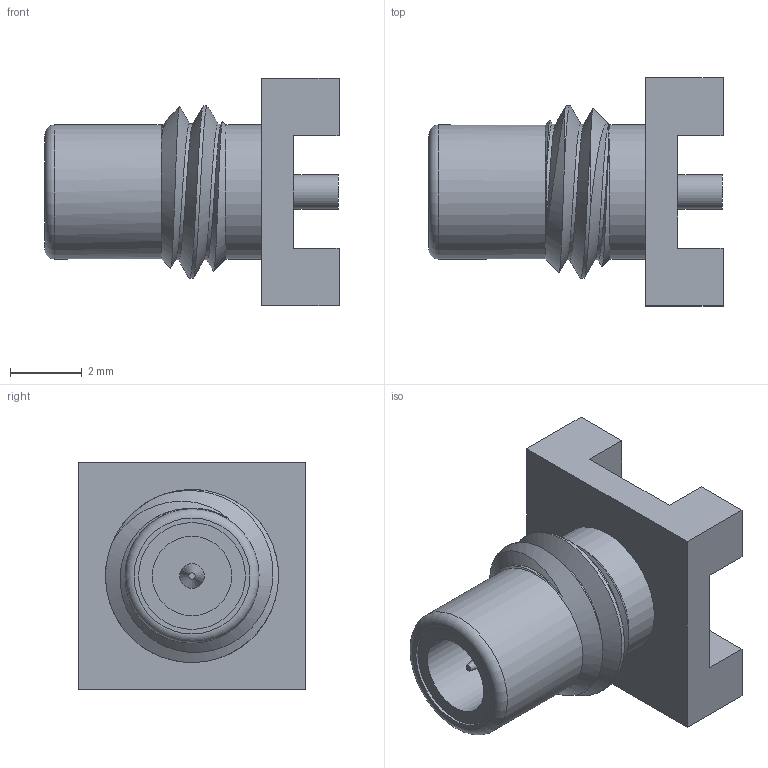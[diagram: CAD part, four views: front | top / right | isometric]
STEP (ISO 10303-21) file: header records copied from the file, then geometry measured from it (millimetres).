
FILE_DESCRIPTION (( 'STEP AP203' ), '1' );
FILE_NAME ('PE44120.step', '2020-03-09T15:56:54', ( '' ), ( '' ), 'SwSTEP 2.0', 'SolidWorks 2018', '' );
FILE_SCHEMA (( 'CONFIG_CONTROL_DESIGN' ));
Length unit declared in the file: inch
Products named in the file (1): PE44120
Bounding box: 8.2 x 6.35 x 6.35 mm (x, y, z)
Volume: 109 mm3; surface area: 255.3 mm2
Topology: 1 solids, 1 shells, 42 faces, 98 edges, 65 vertices
Faces by surface type: plane 25, cylinder 9, cone 4, bspline 3, torus 1
Full cylindrical faces by diameter (mm): 0.686 x1, 0.965 x1, 2.032 x1, 2.216 x1, 2.54 x1, 2.978 x1, 3.74 x2
Entity records: 1632 total; most frequent: CARTESIAN_POINT 711, DIRECTION 166, ORIENTED_EDGE 156, EDGE_CURVE 78, EDGE_LOOP 60, AXIS2_PLACEMENT_3D 59, VERTEX_POINT 58, FACE_OUTER_BOUND 50
